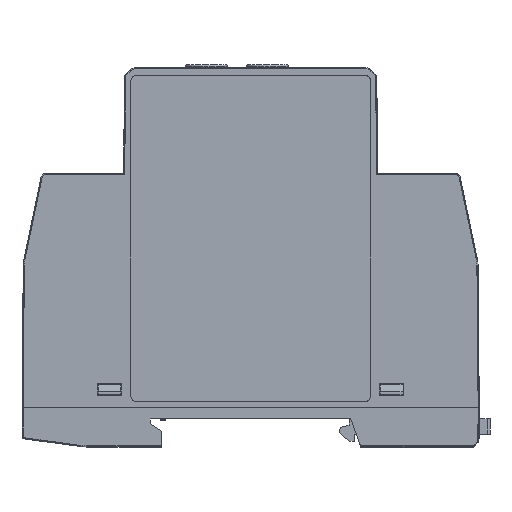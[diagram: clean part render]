
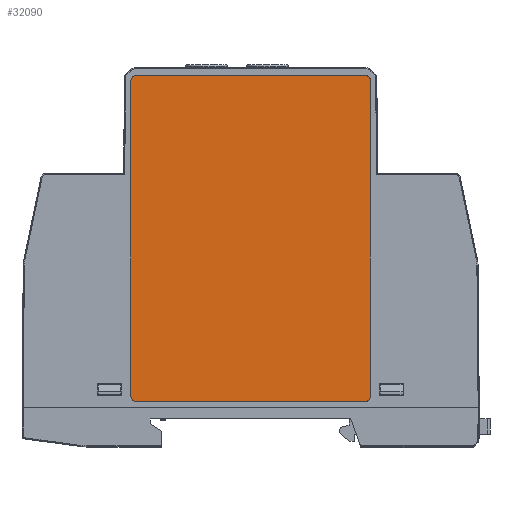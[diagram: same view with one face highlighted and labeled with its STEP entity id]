
A CAD part, left-side view. The second image highlights one B-rep face of the part: STEP entity #32090.
In plain terms, the highlighted planar face has unit normal (-1, 0, 0).
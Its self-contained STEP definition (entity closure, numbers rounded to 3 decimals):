
#867=PLANE('',#34674);
#2350=FACE_OUTER_BOUND('',#4204,.T.);
#4204=EDGE_LOOP('',(#25953,#25954,#25955,#25956,#25957,#25958,#25959,#25960,
#25961,#25962,#25963,#25964));
#6732=LINE('',#50689,#10150);
#6734=LINE('',#50697,#10152);
#6737=LINE('',#50706,#10155);
#6739=LINE('',#50712,#10157);
#10150=VECTOR('',#40579,55.9);
#10152=VECTOR('',#40589,40.4);
#10155=VECTOR('',#40600,55.9);
#10157=VECTOR('',#40610,40.4);
#12336=CIRCLE('',#33978,1.);
#12338=CIRCLE('',#33981,1.);
#12340=CIRCLE('',#33984,1.);
#12342=CIRCLE('',#33987,1.);
#12512=CIRCLE('',#34482,1.);
#12514=CIRCLE('',#34486,1.);
#12516=CIRCLE('',#34490,1.);
#12518=CIRCLE('',#34494,1.);
#14418=VERTEX_POINT('',#48894);
#14420=VERTEX_POINT('',#48898);
#14422=VERTEX_POINT('',#48903);
#14424=VERTEX_POINT('',#48907);
#14426=VERTEX_POINT('',#48912);
#14428=VERTEX_POINT('',#48916);
#14430=VERTEX_POINT('',#48921);
#14432=VERTEX_POINT('',#48925);
#15066=VERTEX_POINT('',#50679);
#15069=VERTEX_POINT('',#50687);
#15070=VERTEX_POINT('',#50691);
#15072=VERTEX_POINT('',#50700);
#17895=EDGE_CURVE('',#14418,#14420,#12336,.T.);
#17899=EDGE_CURVE('',#14422,#14424,#12338,.T.);
#17903=EDGE_CURVE('',#14426,#14428,#12340,.T.);
#17907=EDGE_CURVE('',#14430,#14432,#12342,.T.);
#18773=EDGE_CURVE('',#15066,#14430,#12512,.T.);
#18778=EDGE_CURVE('',#14432,#15069,#6732,.T.);
#18779=EDGE_CURVE('',#15070,#14426,#12514,.T.);
#18782=EDGE_CURVE('',#14428,#15066,#6734,.T.);
#18784=EDGE_CURVE('',#15072,#14422,#12516,.T.);
#18787=EDGE_CURVE('',#14424,#15070,#6737,.T.);
#18789=EDGE_CURVE('',#15069,#14418,#12518,.T.);
#18791=EDGE_CURVE('',#14420,#15072,#6739,.T.);
#25953=ORIENTED_EDGE('',*,*,#18773,.T.);
#25954=ORIENTED_EDGE('',*,*,#17907,.T.);
#25955=ORIENTED_EDGE('',*,*,#18778,.T.);
#25956=ORIENTED_EDGE('',*,*,#18789,.T.);
#25957=ORIENTED_EDGE('',*,*,#17895,.T.);
#25958=ORIENTED_EDGE('',*,*,#18791,.T.);
#25959=ORIENTED_EDGE('',*,*,#18784,.T.);
#25960=ORIENTED_EDGE('',*,*,#17899,.T.);
#25961=ORIENTED_EDGE('',*,*,#18787,.T.);
#25962=ORIENTED_EDGE('',*,*,#18779,.T.);
#25963=ORIENTED_EDGE('',*,*,#17903,.T.);
#25964=ORIENTED_EDGE('',*,*,#18782,.T.);
#32090=ADVANCED_FACE('',(#2350),#867,.T.);
#33978=AXIS2_PLACEMENT_3D('',#48900,#38932,#38933);
#33981=AXIS2_PLACEMENT_3D('',#48909,#38940,#38941);
#33984=AXIS2_PLACEMENT_3D('',#48918,#38948,#38949);
#33987=AXIS2_PLACEMENT_3D('',#48927,#38956,#38957);
#34482=AXIS2_PLACEMENT_3D('',#50680,#40570,#40571);
#34486=AXIS2_PLACEMENT_3D('',#50692,#40582,#40583);
#34490=AXIS2_PLACEMENT_3D('',#50701,#40593,#40594);
#34494=AXIS2_PLACEMENT_3D('',#50709,#40604,#40605);
#34674=AXIS2_PLACEMENT_3D('',#51869,#41545,#41546);
#38932=DIRECTION('center_axis',(-1.,0.,0.));
#38933=DIRECTION('ref_axis',(0.,0.707,-0.707));
#38940=DIRECTION('center_axis',(-1.,0.,0.));
#38941=DIRECTION('ref_axis',(0.,-0.707,-0.707));
#38948=DIRECTION('center_axis',(-1.,0.,0.));
#38949=DIRECTION('ref_axis',(0.,-0.707,0.707));
#38956=DIRECTION('center_axis',(-1.,0.,0.));
#38957=DIRECTION('ref_axis',(0.,0.707,0.707));
#40570=DIRECTION('center_axis',(-1.,0.,0.));
#40571=DIRECTION('ref_axis',(0.,0.707,0.707));
#40579=DIRECTION('',(0.,0.,-1.));
#40582=DIRECTION('center_axis',(-1.,0.,0.));
#40583=DIRECTION('ref_axis',(0.,-0.707,0.707));
#40589=DIRECTION('',(0.,1.,0.));
#40593=DIRECTION('center_axis',(-1.,0.,0.));
#40594=DIRECTION('ref_axis',(0.,-0.707,-0.707));
#40600=DIRECTION('',(0.,0.,1.));
#40604=DIRECTION('center_axis',(-1.,0.,0.));
#40605=DIRECTION('ref_axis',(0.,0.707,-0.707));
#40610=DIRECTION('',(0.,-1.,0.));
#41545=DIRECTION('center_axis',(-1.,0.,0.));
#41546=DIRECTION('ref_axis',(0.,-1.,0.));
#48894=CARTESIAN_POINT('',(-17.55,20.907,8.293));
#48898=CARTESIAN_POINT('',(-17.55,20.2,8.));
#48900=CARTESIAN_POINT('Origin',(-17.55,20.2,9.));
#48903=CARTESIAN_POINT('',(-17.55,-20.907,8.293));
#48907=CARTESIAN_POINT('',(-17.55,-21.2,9.));
#48909=CARTESIAN_POINT('Origin',(-17.55,-20.2,9.));
#48912=CARTESIAN_POINT('',(-17.55,-20.907,65.607));
#48916=CARTESIAN_POINT('',(-17.55,-20.2,65.9));
#48918=CARTESIAN_POINT('Origin',(-17.55,-20.2,64.9));
#48921=CARTESIAN_POINT('',(-17.55,20.907,65.607));
#48925=CARTESIAN_POINT('',(-17.55,21.2,64.9));
#48927=CARTESIAN_POINT('Origin',(-17.55,20.2,64.9));
#50679=CARTESIAN_POINT('',(-17.55,20.2,65.9));
#50680=CARTESIAN_POINT('Origin',(-17.55,20.2,64.9));
#50687=CARTESIAN_POINT('',(-17.55,21.2,9.));
#50689=CARTESIAN_POINT('',(-17.55,21.2,64.9));
#50691=CARTESIAN_POINT('',(-17.55,-21.2,64.9));
#50692=CARTESIAN_POINT('Origin',(-17.55,-20.2,64.9));
#50697=CARTESIAN_POINT('',(-17.55,-20.2,65.9));
#50700=CARTESIAN_POINT('',(-17.55,-20.2,8.));
#50701=CARTESIAN_POINT('Origin',(-17.55,-20.2,9.));
#50706=CARTESIAN_POINT('',(-17.55,-21.2,9.));
#50709=CARTESIAN_POINT('Origin',(-17.55,20.2,9.));
#50712=CARTESIAN_POINT('',(-17.55,20.2,8.));
#51869=CARTESIAN_POINT('Origin',(-17.55,0.,36.95));
